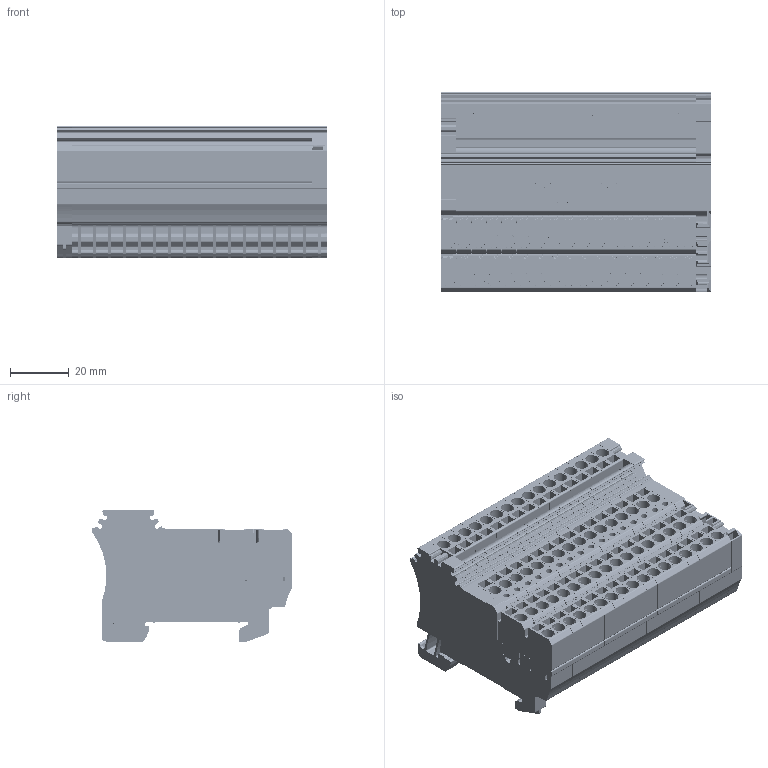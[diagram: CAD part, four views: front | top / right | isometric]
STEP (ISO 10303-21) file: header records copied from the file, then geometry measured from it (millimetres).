
FILE_DESCRIPTION(('CATIA V5R22 STEP214','CAx-IF Rec.Pracs.--- Model Styling and Organization---1.4--- 2014-01-23'),'2;1');
FILE_NAME ('018894-1_2', '2022-01-17T12:22:42+00:00', ('Weidmueller Interface'), ('Weidmueller'), 'CATIA Version 5-6 Release 2016 SP3 HF44', 'CATIA V5 STEP AP214', 'none');
FILE_SCHEMA(('AUTOMOTIVE_DESIGN { 1 0 10303 214 1 1 1 1 }'));
Products named in the file (1): 1692660000
Bounding box: 91.36 x 68.05 x 45.05 mm (x, y, z)
Volume: 170130.1 mm3; surface area: 136969.7 mm2
Topology: 7 solids, 9 shells, 9165 faces, 26774 edges, 17747 vertices
Faces by surface type: plane 5689, cylinder 3047, extrusion 429
Entity records: 298058 total; most frequent: CARTESIAN_POINT 64278, ORIENTED_EDGE 53548, DIRECTION 39680, EDGE_CURVE 26774, VECTOR 19723, LINE 19294, VERTEX_POINT 17747, AXIS2_PLACEMENT_3D 12975
